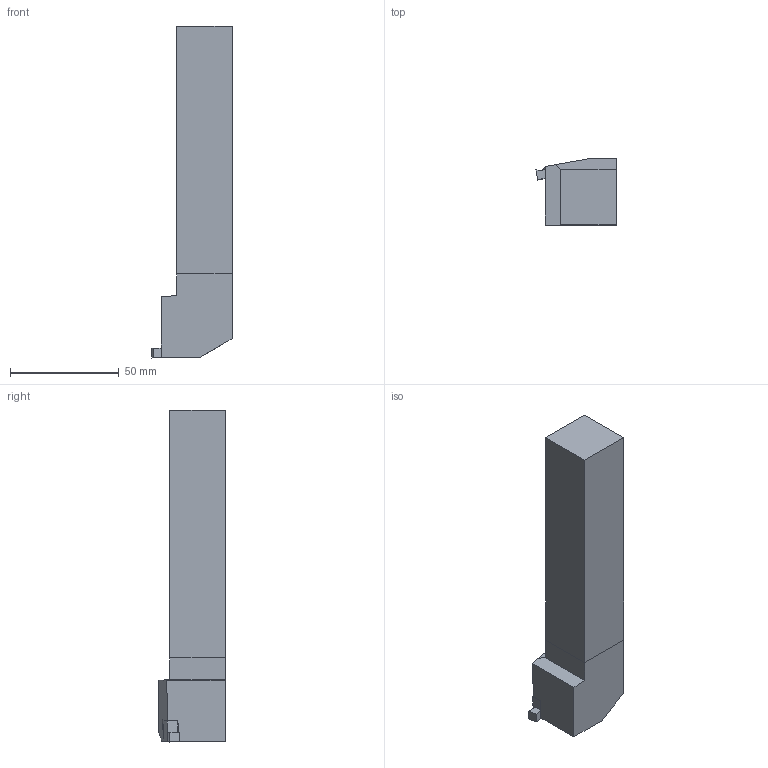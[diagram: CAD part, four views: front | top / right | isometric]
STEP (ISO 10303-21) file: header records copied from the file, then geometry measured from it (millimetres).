
FILE_DESCRIPTION(/* description */ (''),/* implementation_level */ '2;1');
FILE_NAME(/* name */ 'CEAR1006-14.stp',/* time_stamp */ '2018-03-29T15:43:55+05:00',/* author */ (''),/* organization */ (''),/* preprocessor_version */ 'ST-DEVELOPER v16',/* originating_system */ 'SIEMENS PLM Software NX 11.0',/* authorisation */ '');
FILE_SCHEMA (('AUTOMOTIVE_DESIGN { 1 0 10303 214 3 1 1 1 }'));
Length unit declared in the file: millimetre
Products named in the file (1): inpu94E4aqap
Bounding box: 36.85 x 30.48 x 152.65 mm (x, y, z)
Volume: 104890.8 mm3; surface area: 19482.7 mm2
Topology: 3 solids, 3 shells, 37 faces, 94 edges, 63 vertices
Faces by surface type: plane 33, bspline 4
Entity records: 1440 total; most frequent: CARTESIAN_POINT 518, ORIENTED_EDGE 188, DIRECTION 150, EDGE_CURVE 94, LINE 76, VECTOR 76, VERTEX_POINT 63, ADVANCED_FACE 37
